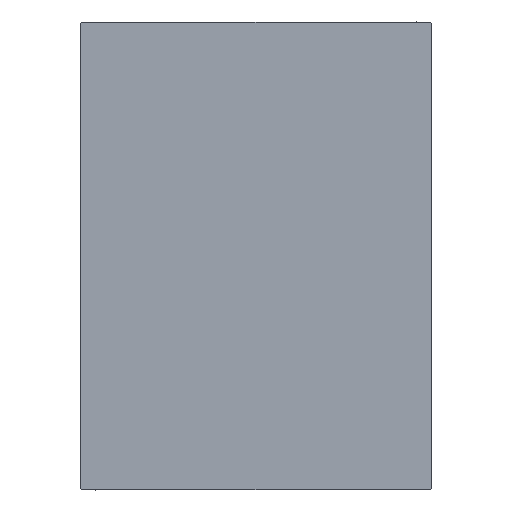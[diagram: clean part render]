
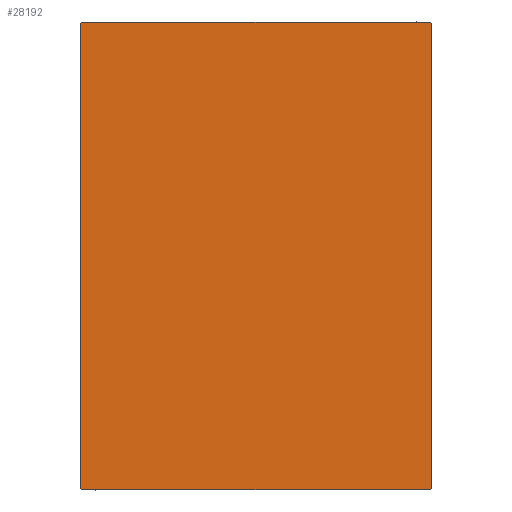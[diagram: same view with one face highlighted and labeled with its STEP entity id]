
A CAD part, left-side view. The second image highlights one B-rep face of the part: STEP entity #28192.
In plain terms, the highlighted face is planar.
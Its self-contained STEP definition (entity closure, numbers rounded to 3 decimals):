
#167 = ORIENTED_EDGE ( 'NONE', *, *, #18994, .T. ) ;
#1661 = DIRECTION ( 'NONE',  ( 0., -0.707, -0.707 ) ) ;
#4011 = VERTEX_POINT ( 'NONE', #26870 ) ;
#4455 = ORIENTED_EDGE ( 'NONE', *, *, #39183, .T. ) ;
#4770 = VECTOR ( 'NONE', #1661, 1000. ) ;
#6033 = ORIENTED_EDGE ( 'NONE', *, *, #21900, .T. ) ;
#6709 = LINE ( 'NONE', #33319, #34059 ) ;
#7664 = VECTOR ( 'NONE', #40983, 1000. ) ;
#7744 = CARTESIAN_POINT ( 'NONE',  ( 123., -37.2, -50. ) ) ;
#7972 = CARTESIAN_POINT ( 'NONE',  ( 123., 43.6, 43.6 ) ) ;
#8353 = DIRECTION ( 'NONE',  ( 0., 0., -1. ) ) ;
#8620 = EDGE_CURVE ( 'NONE', #12168, #8760, #31537, .T. ) ;
#8760 = VERTEX_POINT ( 'NONE', #29749 ) ;
#9486 = VECTOR ( 'NONE', #8353, 1000. ) ;
#9997 = VERTEX_POINT ( 'NONE', #25164 ) ;
#10142 = ORIENTED_EDGE ( 'NONE', *, *, #39758, .T. ) ;
#10472 = EDGE_CURVE ( 'NONE', #11472, #15510, #6709, .T. ) ;
#11254 = LINE ( 'NONE', #7972, #22259 ) ;
#11455 = EDGE_CURVE ( 'NONE', #4011, #9997, #11254, .T. ) ;
#11472 = VERTEX_POINT ( 'NONE', #37642 ) ;
#12060 = CARTESIAN_POINT ( 'NONE',  ( 123., -37.5, 50. ) ) ;
#12168 = VERTEX_POINT ( 'NONE', #16695 ) ;
#12973 = CARTESIAN_POINT ( 'NONE',  ( 123., 37.5, -50. ) ) ;
#13258 = CARTESIAN_POINT ( 'NONE',  ( 123., 37.5, -49.7 ) ) ;
#14472 = LINE ( 'NONE', #34746, #36896 ) ;
#14512 = DIRECTION ( 'NONE',  ( 0., -0.707, 0.707 ) ) ;
#14591 = DIRECTION ( 'NONE',  ( 0., 0.707, -0.707 ) ) ;
#14802 = VECTOR ( 'NONE', #14591, 1000. ) ;
#15510 = VERTEX_POINT ( 'NONE', #13258 ) ;
#15892 = VERTEX_POINT ( 'NONE', #7744 ) ;
#16223 = CARTESIAN_POINT ( 'NONE',  ( 123., 0., 0. ) ) ;
#16455 = LINE ( 'NONE', #12973, #42503 ) ;
#16695 = CARTESIAN_POINT ( 'NONE',  ( 123., -37.2, 50. ) ) ;
#18305 = LINE ( 'NONE', #41212, #14802 ) ;
#18994 = EDGE_CURVE ( 'NONE', #24512, #15892, #18305, .T. ) ;
#21517 = ORIENTED_EDGE ( 'NONE', *, *, #10472, .T. ) ;
#21900 = EDGE_CURVE ( 'NONE', #8760, #24512, #28408, .T. ) ;
#22259 = VECTOR ( 'NONE', #14512, 1000. ) ;
#23082 = DIRECTION ( 'NONE',  ( 0., 0.707, 0.707 ) ) ;
#24512 = VERTEX_POINT ( 'NONE', #24959 ) ;
#24959 = CARTESIAN_POINT ( 'NONE',  ( 123., -37.5, -49.7 ) ) ;
#25164 = CARTESIAN_POINT ( 'NONE',  ( 123., 37.2, 50. ) ) ;
#25641 = ORIENTED_EDGE ( 'NONE', *, *, #8620, .T. ) ;
#25743 = ORIENTED_EDGE ( 'NONE', *, *, #11455, .T. ) ;
#26676 = DIRECTION ( 'NONE',  ( 1., 0., 0. ) ) ;
#26870 = CARTESIAN_POINT ( 'NONE',  ( 123., 37.5, 49.7 ) ) ;
#28192 = ADVANCED_FACE ( 'NONE', ( #29520 ), #42619, .T. ) ;
#28408 = LINE ( 'NONE', #12060, #9486 ) ;
#29520 = FACE_OUTER_BOUND ( 'NONE', #31611, .T. ) ;
#29749 = CARTESIAN_POINT ( 'NONE',  ( 123., -37.5, 49.7 ) ) ;
#31537 = LINE ( 'NONE', #40713, #4770 ) ;
#31611 = EDGE_LOOP ( 'NONE', ( #37879, #21517, #10142, #25743, #4455, #25641, #6033, #167 ) ) ;
#31789 = AXIS2_PLACEMENT_3D ( 'NONE', #16223, #26676, #32997 ) ;
#32997 = DIRECTION ( 'NONE',  ( 0., 0., -1. ) ) ;
#33026 = DIRECTION ( 'NONE',  ( 0., 0., 1. ) ) ;
#33319 = CARTESIAN_POINT ( 'NONE',  ( 123., 43.6, -43.6 ) ) ;
#34059 = VECTOR ( 'NONE', #23082, 1000. ) ;
#34746 = CARTESIAN_POINT ( 'NONE',  ( 123., -37.5, -50. ) ) ;
#36896 = VECTOR ( 'NONE', #40660, 1000. ) ;
#37269 = CARTESIAN_POINT ( 'NONE',  ( 123., 37.5, 50. ) ) ;
#37642 = CARTESIAN_POINT ( 'NONE',  ( 123., 37.2, -50. ) ) ;
#37879 = ORIENTED_EDGE ( 'NONE', *, *, #38578, .T. ) ;
#38578 = EDGE_CURVE ( 'NONE', #15892, #11472, #14472, .T. ) ;
#39183 = EDGE_CURVE ( 'NONE', #9997, #12168, #40333, .T. ) ;
#39758 = EDGE_CURVE ( 'NONE', #15510, #4011, #16455, .T. ) ;
#40333 = LINE ( 'NONE', #37269, #7664 ) ;
#40660 = DIRECTION ( 'NONE',  ( 0., 1., 0. ) ) ;
#40713 = CARTESIAN_POINT ( 'NONE',  ( 123., -43.6, 43.6 ) ) ;
#40983 = DIRECTION ( 'NONE',  ( 0., -1., 0. ) ) ;
#41212 = CARTESIAN_POINT ( 'NONE',  ( 123., -43.6, -43.6 ) ) ;
#42503 = VECTOR ( 'NONE', #33026, 1000. ) ;
#42619 = PLANE ( 'NONE',  #31789 ) ;
